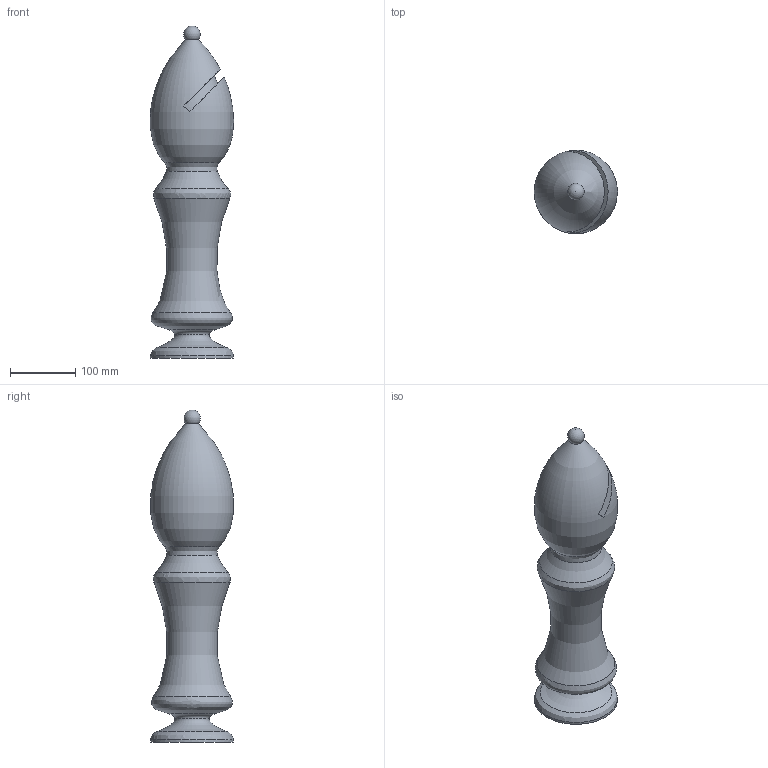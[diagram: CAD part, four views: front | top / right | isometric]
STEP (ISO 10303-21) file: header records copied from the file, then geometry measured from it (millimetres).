
FILE_DESCRIPTION(/* description */ ('Alibre Inc.'),/* implementation_level */ '2;1');
FILE_NAME(/* name */ 'export0',/* time_stamp */ '2018-05-29T16:27:30-05:00',/* author */ (''),/* organization */ (''),/* preprocessor_version */ 'ST-DEVELOPER v17',/* originating_system */ 'Alibre',/* authorisation */ '');
FILE_SCHEMA (('AUTOMOTIVE_DESIGN'));
Length unit declared in the file: centimetre
Bounding box: 127.52 x 127 x 508.42 mm (x, y, z)
Volume: 3670910.9 mm3; surface area: 186845.9 mm2
Topology: 1 solids, 1 shells, 19 faces, 45 edges, 27 vertices
Faces by surface type: revolution 7, plane 5, bspline 4, cone 1, cylinder 1, sphere 1
Full cylindrical faces by diameter (mm): 127 x1
Entity records: 1370 total; most frequent: CARTESIAN_POINT 1011, ORIENTED_EDGE 82, EDGE_CURVE 41, DIRECTION 41, B_SPLINE_CURVE_WITH_KNOTS 27, VERTEX_POINT 26, EDGE_LOOP 21, FACE_BOUND 21
